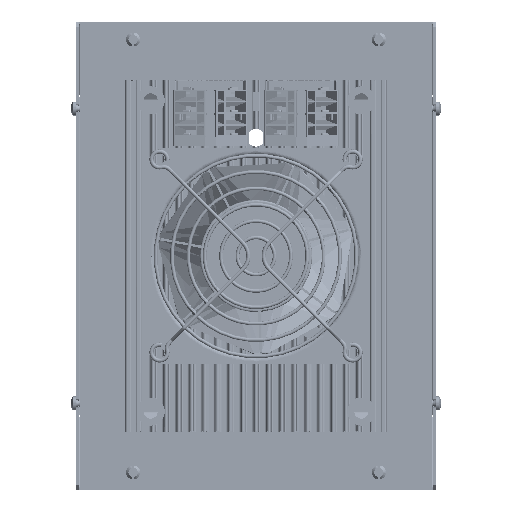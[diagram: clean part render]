
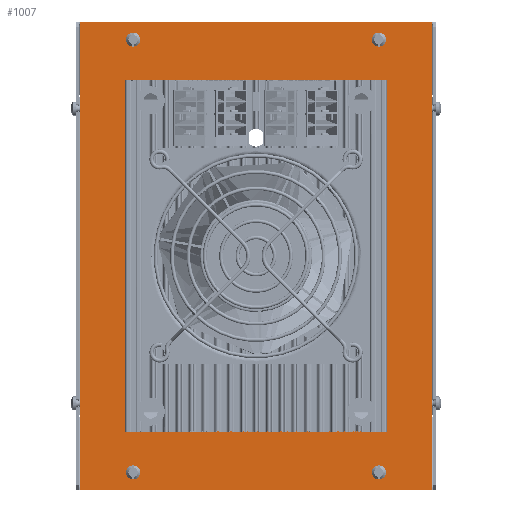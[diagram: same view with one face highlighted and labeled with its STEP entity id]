
A CAD part, front view. The second image highlights one B-rep face of the part: STEP entity #1007.
In plain terms, the highlighted face is planar.
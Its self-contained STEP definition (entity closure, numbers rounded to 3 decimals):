
#388=DIRECTION('',(0.,1.,0.));
#389=VECTOR('',#388,150.5);
#390=CARTESIAN_POINT('',(-100.,-75.25,3.));
#391=LINE('',#390,#389);
#395=DIRECTION('',(1.,0.,0.));
#396=VECTOR('',#395,200.);
#397=CARTESIAN_POINT('',(-100.,75.25,3.));
#398=LINE('',#397,#396);
#402=DIRECTION('',(0.,-1.,0.));
#403=VECTOR('',#402,150.5);
#404=CARTESIAN_POINT('',(100.,75.25,3.));
#405=LINE('',#404,#403);
#409=DIRECTION('',(-1.,0.,0.));
#410=VECTOR('',#409,200.);
#411=CARTESIAN_POINT('',(100.,-75.25,3.));
#412=LINE('',#411,#410);
#416=CARTESIAN_POINT('',(92.5,-52.5,3.));
#417=DIRECTION('',(0.,0.,1.));
#418=DIRECTION('',(1.,0.,0.));
#419=AXIS2_PLACEMENT_3D('',#416,#417,#418);
#424=CARTESIAN_POINT('',(92.5,-52.5,3.));
#425=DIRECTION('',(0.,0.,1.));
#426=DIRECTION('',(-1.,0.,0.));
#427=AXIS2_PLACEMENT_3D('',#424,#425,#426);
#432=CARTESIAN_POINT('',(-92.5,-52.5,3.));
#433=DIRECTION('',(0.,0.,1.));
#434=DIRECTION('',(1.,0.,0.));
#435=AXIS2_PLACEMENT_3D('',#432,#433,#434);
#440=CARTESIAN_POINT('',(-92.5,-52.5,3.));
#441=DIRECTION('',(0.,0.,1.));
#442=DIRECTION('',(-1.,0.,0.));
#443=AXIS2_PLACEMENT_3D('',#440,#441,#442);
#448=CARTESIAN_POINT('',(92.5,52.5,3.));
#449=DIRECTION('',(0.,0.,1.));
#450=DIRECTION('',(1.,0.,0.));
#451=AXIS2_PLACEMENT_3D('',#448,#449,#450);
#456=CARTESIAN_POINT('',(92.5,52.5,3.));
#457=DIRECTION('',(0.,0.,1.));
#458=DIRECTION('',(-1.,0.,0.));
#459=AXIS2_PLACEMENT_3D('',#456,#457,#458);
#464=CARTESIAN_POINT('',(-92.5,52.5,3.));
#465=DIRECTION('',(0.,0.,1.));
#466=DIRECTION('',(1.,0.,0.));
#467=AXIS2_PLACEMENT_3D('',#464,#465,#466);
#472=CARTESIAN_POINT('',(-92.5,52.5,3.));
#473=DIRECTION('',(0.,0.,1.));
#474=DIRECTION('',(-1.,0.,0.));
#475=AXIS2_PLACEMENT_3D('',#472,#473,#474);
#480=CARTESIAN_POINT('',(-66.5,45.,3.));
#481=DIRECTION('',(0.,0.,1.));
#482=DIRECTION('',(1.,0.,0.));
#483=AXIS2_PLACEMENT_3D('',#480,#481,#482);
#488=CARTESIAN_POINT('',(-66.5,45.,3.));
#489=DIRECTION('',(0.,0.,1.));
#490=DIRECTION('',(-1.,0.,0.));
#491=AXIS2_PLACEMENT_3D('',#488,#489,#490);
#496=CARTESIAN_POINT('',(-66.5,-45.,3.));
#497=DIRECTION('',(0.,0.,1.));
#498=DIRECTION('',(1.,0.,0.));
#499=AXIS2_PLACEMENT_3D('',#496,#497,#498);
#504=CARTESIAN_POINT('',(-66.5,-45.,3.));
#505=DIRECTION('',(0.,0.,1.));
#506=DIRECTION('',(-1.,0.,0.));
#507=AXIS2_PLACEMENT_3D('',#504,#505,#506);
#512=CARTESIAN_POINT('',(66.5,45.,3.));
#513=DIRECTION('',(0.,0.,1.));
#514=DIRECTION('',(1.,0.,0.));
#515=AXIS2_PLACEMENT_3D('',#512,#513,#514);
#520=CARTESIAN_POINT('',(66.5,45.,3.));
#521=DIRECTION('',(0.,0.,1.));
#522=DIRECTION('',(-1.,0.,0.));
#523=AXIS2_PLACEMENT_3D('',#520,#521,#522);
#528=CARTESIAN_POINT('',(66.5,-45.,3.));
#529=DIRECTION('',(0.,0.,1.));
#530=DIRECTION('',(1.,0.,0.));
#531=AXIS2_PLACEMENT_3D('',#528,#529,#530);
#536=CARTESIAN_POINT('',(66.5,-45.,3.));
#537=DIRECTION('',(0.,0.,1.));
#538=DIRECTION('',(-1.,0.,0.));
#539=AXIS2_PLACEMENT_3D('',#536,#537,#538);
#544=DIRECTION('',(0.,-1.,0.));
#545=VECTOR('',#544,100.);
#546=CARTESIAN_POINT('',(-58.,50.,3.));
#547=LINE('',#546,#545);
#551=DIRECTION('',(1.,0.,0.));
#552=VECTOR('',#551,116.);
#553=CARTESIAN_POINT('',(-58.,-50.,3.));
#554=LINE('',#553,#552);
#558=DIRECTION('',(0.,1.,0.));
#559=VECTOR('',#558,100.);
#560=CARTESIAN_POINT('',(58.,-50.,3.));
#561=LINE('',#560,#559);
#565=DIRECTION('',(-1.,0.,0.));
#566=VECTOR('',#565,116.);
#567=CARTESIAN_POINT('',(58.,50.,3.));
#568=LINE('',#567,#566);
#760=CARTESIAN_POINT('',(-100.,75.25,3.));
#761=VERTEX_POINT('',#760);
#762=CARTESIAN_POINT('',(-100.,-75.25,3.));
#763=VERTEX_POINT('',#762);
#764=CARTESIAN_POINT('',(100.,75.25,3.));
#765=VERTEX_POINT('',#764);
#766=CARTESIAN_POINT('',(100.,-75.25,3.));
#767=VERTEX_POINT('',#766);
#768=CARTESIAN_POINT('',(95.5,-52.5,3.));
#769=CARTESIAN_POINT('',(89.5,-52.5,3.));
#770=VERTEX_POINT('',#768);
#771=VERTEX_POINT('',#769);
#772=CARTESIAN_POINT('',(-89.5,-52.5,3.));
#773=CARTESIAN_POINT('',(-95.5,-52.5,3.));
#774=VERTEX_POINT('',#772);
#775=VERTEX_POINT('',#773);
#776=CARTESIAN_POINT('',(95.5,52.5,3.));
#777=CARTESIAN_POINT('',(89.5,52.5,3.));
#778=VERTEX_POINT('',#776);
#779=VERTEX_POINT('',#777);
#780=CARTESIAN_POINT('',(-89.5,52.5,3.));
#781=CARTESIAN_POINT('',(-95.5,52.5,3.));
#782=VERTEX_POINT('',#780);
#783=VERTEX_POINT('',#781);
#784=CARTESIAN_POINT('',(-62.5,45.,3.));
#785=CARTESIAN_POINT('',(-70.5,45.,3.));
#786=VERTEX_POINT('',#784);
#787=VERTEX_POINT('',#785);
#788=CARTESIAN_POINT('',(-62.5,-45.,3.));
#789=CARTESIAN_POINT('',(-70.5,-45.,3.));
#790=VERTEX_POINT('',#788);
#791=VERTEX_POINT('',#789);
#792=CARTESIAN_POINT('',(70.5,45.,3.));
#793=CARTESIAN_POINT('',(62.5,45.,3.));
#794=VERTEX_POINT('',#792);
#795=VERTEX_POINT('',#793);
#796=CARTESIAN_POINT('',(70.5,-45.,3.));
#797=CARTESIAN_POINT('',(62.5,-45.,3.));
#798=VERTEX_POINT('',#796);
#799=VERTEX_POINT('',#797);
#800=CARTESIAN_POINT('',(-58.,50.,3.));
#801=CARTESIAN_POINT('',(-58.,-50.,3.));
#802=VERTEX_POINT('',#800);
#803=VERTEX_POINT('',#801);
#804=CARTESIAN_POINT('',(58.,-50.,3.));
#805=VERTEX_POINT('',#804);
#806=CARTESIAN_POINT('',(58.,50.,3.));
#807=VERTEX_POINT('',#806);
#938=CARTESIAN_POINT('',(0.,0.,3.));
#939=DIRECTION('',(0.,0.,1.));
#940=DIRECTION('',(1.,0.,0.));
#941=AXIS2_PLACEMENT_3D('',#938,#939,#940);
#942=PLANE('',#941);
#943=ORIENTED_EDGE('',*,*,#890,.T.);
#944=ORIENTED_EDGE('',*,*,#905,.T.);
#945=ORIENTED_EDGE('',*,*,#919,.T.);
#946=ORIENTED_EDGE('',*,*,#932,.T.);
#947=EDGE_LOOP('',(#943,#944,#945,#946));
#948=FACE_OUTER_BOUND('',#947,.F.);
#950=ORIENTED_EDGE('',*,*,#949,.T.);
#952=ORIENTED_EDGE('',*,*,#951,.T.);
#953=EDGE_LOOP('',(#950,#952));
#954=FACE_BOUND('',#953,.F.);
#956=ORIENTED_EDGE('',*,*,#955,.T.);
#958=ORIENTED_EDGE('',*,*,#957,.T.);
#959=EDGE_LOOP('',(#956,#958));
#960=FACE_BOUND('',#959,.F.);
#962=ORIENTED_EDGE('',*,*,#961,.T.);
#964=ORIENTED_EDGE('',*,*,#963,.T.);
#965=EDGE_LOOP('',(#962,#964));
#966=FACE_BOUND('',#965,.F.);
#968=ORIENTED_EDGE('',*,*,#967,.T.);
#970=ORIENTED_EDGE('',*,*,#969,.T.);
#971=EDGE_LOOP('',(#968,#970));
#972=FACE_BOUND('',#971,.F.);
#974=ORIENTED_EDGE('',*,*,#973,.T.);
#976=ORIENTED_EDGE('',*,*,#975,.T.);
#977=EDGE_LOOP('',(#974,#976));
#978=FACE_BOUND('',#977,.F.);
#980=ORIENTED_EDGE('',*,*,#979,.T.);
#982=ORIENTED_EDGE('',*,*,#981,.T.);
#983=EDGE_LOOP('',(#980,#982));
#984=FACE_BOUND('',#983,.F.);
#986=ORIENTED_EDGE('',*,*,#985,.T.);
#988=ORIENTED_EDGE('',*,*,#987,.T.);
#989=EDGE_LOOP('',(#986,#988));
#990=FACE_BOUND('',#989,.F.);
#992=ORIENTED_EDGE('',*,*,#991,.T.);
#994=ORIENTED_EDGE('',*,*,#993,.T.);
#995=EDGE_LOOP('',(#992,#994));
#996=FACE_BOUND('',#995,.F.);
#998=ORIENTED_EDGE('',*,*,#997,.T.);
#1000=ORIENTED_EDGE('',*,*,#999,.T.);
#1002=ORIENTED_EDGE('',*,*,#1001,.T.);
#1004=ORIENTED_EDGE('',*,*,#1003,.T.);
#1005=EDGE_LOOP('',(#998,#1000,#1002,#1004));
#1006=FACE_BOUND('',#1005,.F.);
#420=CIRCLE('',#419,3.);
#428=CIRCLE('',#427,3.);
#436=CIRCLE('',#435,3.);
#444=CIRCLE('',#443,3.);
#452=CIRCLE('',#451,3.);
#460=CIRCLE('',#459,3.);
#468=CIRCLE('',#467,3.);
#476=CIRCLE('',#475,3.);
#484=CIRCLE('',#483,4.);
#492=CIRCLE('',#491,4.);
#500=CIRCLE('',#499,4.);
#508=CIRCLE('',#507,4.);
#516=CIRCLE('',#515,4.);
#524=CIRCLE('',#523,4.);
#532=CIRCLE('',#531,4.);
#540=CIRCLE('',#539,4.);
#890=EDGE_CURVE('',#763,#761,#391,.T.);
#905=EDGE_CURVE('',#761,#765,#398,.T.);
#919=EDGE_CURVE('',#765,#767,#405,.T.);
#932=EDGE_CURVE('',#767,#763,#412,.T.);
#949=EDGE_CURVE('',#770,#771,#420,.T.);
#951=EDGE_CURVE('',#771,#770,#428,.T.);
#955=EDGE_CURVE('',#774,#775,#436,.T.);
#957=EDGE_CURVE('',#775,#774,#444,.T.);
#961=EDGE_CURVE('',#778,#779,#452,.T.);
#963=EDGE_CURVE('',#779,#778,#460,.T.);
#967=EDGE_CURVE('',#782,#783,#468,.T.);
#969=EDGE_CURVE('',#783,#782,#476,.T.);
#973=EDGE_CURVE('',#786,#787,#484,.T.);
#975=EDGE_CURVE('',#787,#786,#492,.T.);
#979=EDGE_CURVE('',#790,#791,#500,.T.);
#981=EDGE_CURVE('',#791,#790,#508,.T.);
#985=EDGE_CURVE('',#794,#795,#516,.T.);
#987=EDGE_CURVE('',#795,#794,#524,.T.);
#991=EDGE_CURVE('',#798,#799,#532,.T.);
#993=EDGE_CURVE('',#799,#798,#540,.T.);
#997=EDGE_CURVE('',#802,#803,#547,.T.);
#999=EDGE_CURVE('',#803,#805,#554,.T.);
#1001=EDGE_CURVE('',#805,#807,#561,.T.);
#1003=EDGE_CURVE('',#807,#802,#568,.T.);
#1007=ADVANCED_FACE('',(#948,#954,#960,#966,#972,#978,#984,#990,#996,#1006),
#942,.T.);
